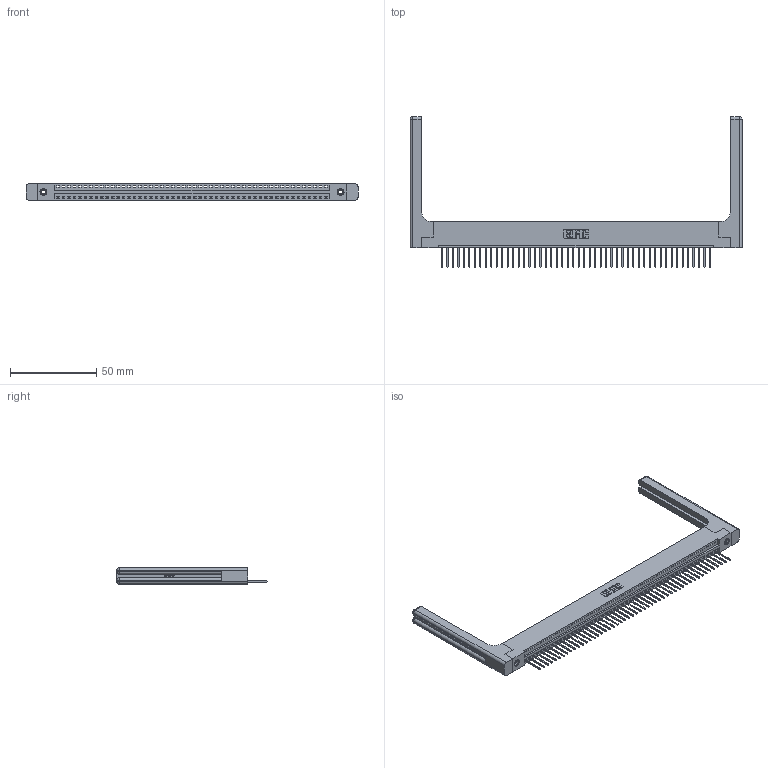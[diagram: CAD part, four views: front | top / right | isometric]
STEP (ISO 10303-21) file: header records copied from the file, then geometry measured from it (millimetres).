
FILE_DESCRIPTION (( 'STEP AP203' ), '1' );
FILE_NAME ('346-050-522-158.STEP', '2022-05-10T03:11:05', ( '' ), ( '' ), 'SwSTEP 2.0', 'SolidWorks 2020', '' );
FILE_SCHEMA (( 'CONFIG_CONTROL_DESIGN' ));
Length unit declared in the file: inch
Products named in the file (5): 346-050-522-158; 346 Part_Flush Mounting Lugs - 0.156 Dia-TH; 345-292-001_345-293-122; 345-250-001_345-250-001-102; 346-220-058_345-220-058
Assembly tree (55 placements, depth 2):
  346-050-522-158
    346 Part_Flush Mounting Lugs - 0.156 Dia-TH
    345-292-001_345-293-122  x50
    345-250-001_345-250-001-102  x2
    346-220-058_345-220-058  x2
Bounding box: 192.81 x 87.38 x 9.4 mm (x, y, z)
Volume: 26018 mm3; surface area: 28594.3 mm2
Topology: 55 solids, 55 shells, 3292 faces, 9831 edges, 6466 vertices
Faces by surface type: plane 2238, cylinder 994, bspline 36, cone 12, sphere 8, torus 4
Entity records: 35570 total; most frequent: CARTESIAN_POINT 7077, ORIENTED_EDGE 5856, DIRECTION 5164, EDGE_CURVE 2928, LINE 2504, VECTOR 2504, VERTEX_POINT 1942, AXIS2_PLACEMENT_3D 1330
